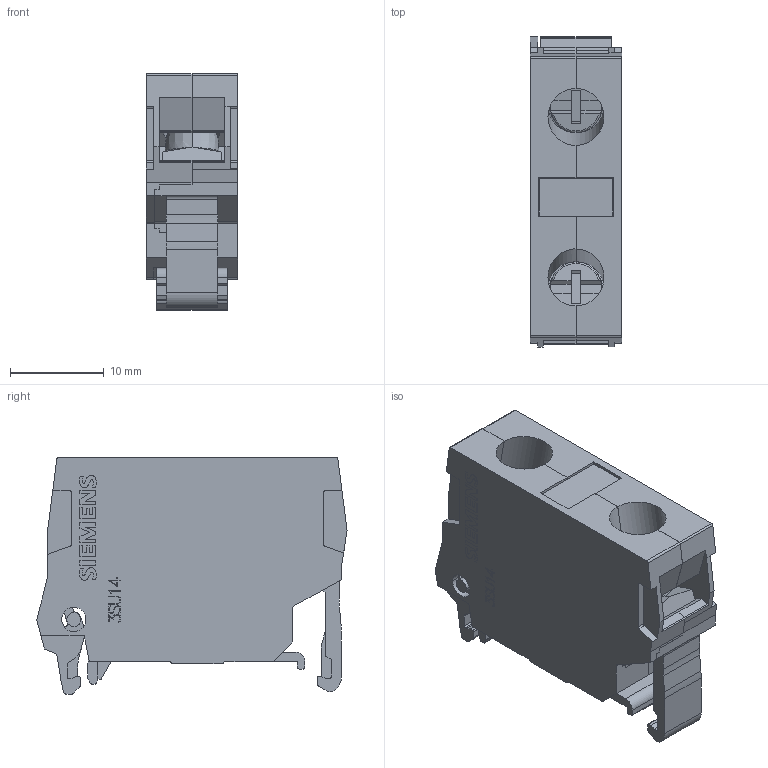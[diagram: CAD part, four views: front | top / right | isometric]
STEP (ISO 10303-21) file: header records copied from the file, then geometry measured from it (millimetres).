
FILE_DESCRIPTION(('STEP AP214'),'1');
FILE_NAME('cctmp_0999048D-8C4D-4DEA-BCF4-EF10CBE7F06A_2023_07_21_19_44_37_0310..stp','2023-07-21T17:44:37',('SIEMENS A&D'),('CADClick - www.CADClick.com'),'Spatial InterOp 3D postprocessed',' ','unknown authorization');
FILE_SCHEMA(('AUTOMOTIVE_DESIGN'));
Length unit declared in the file: millimetre
Products named in the file (1): 2023_07_21_19_44_37_0292
Bounding box: 9.8 x 33.14 x 25.3 mm (x, y, z)
Volume: 5436.1 mm3; surface area: 4825.4 mm2
Topology: 1 solids, 1 shells, 578 faces, 1671 edges, 1104 vertices
Faces by surface type: plane 439, cylinder 123, cone 8, torus 8
Entity records: 31787 total; most frequent: CARTESIAN_POINT 3426, STYLED_ITEM 3354, PRESENTATION_STYLE_ASSIGNMENT 3354, ORIENTED_EDGE 3342, DIRECTION 3109, EDGE_CURVE 1671, CURVE_STYLE 1671, DRAUGHTING_PRE_DEFINED_CURVE_FONT 1671
